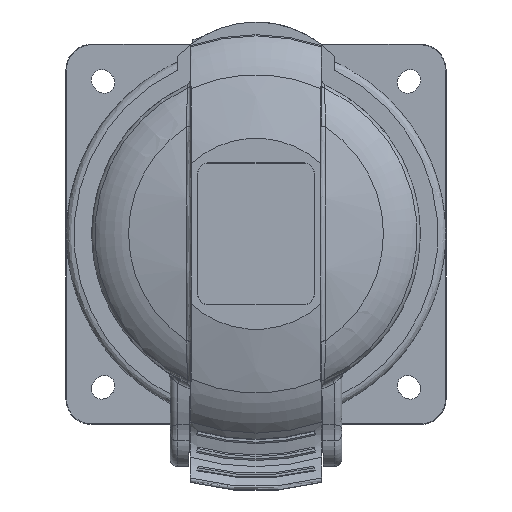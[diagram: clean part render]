
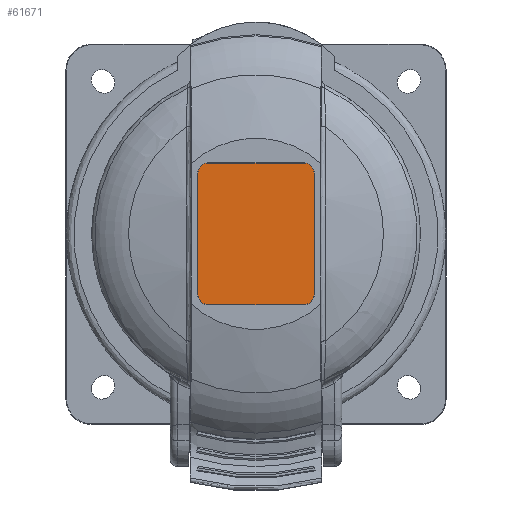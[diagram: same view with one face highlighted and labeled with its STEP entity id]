
A CAD part, top view. The second image highlights one B-rep face of the part: STEP entity #61671.
In plain terms, the highlighted face is planar.
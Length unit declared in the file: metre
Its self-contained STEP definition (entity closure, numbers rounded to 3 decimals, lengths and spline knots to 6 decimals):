
#61415=CARTESIAN_POINT('',(-6.765395,13.441709,9.5));
#61416=VERTEX_POINT('',#61415);
#61423=CARTESIAN_POINT('',(-6.765395,13.441709,-9.5));
#61424=VERTEX_POINT('',#61423);
#61425=CARTESIAN_POINT('',(-6.765395,13.441709,-9.5));
#61426=DIRECTION('',(0.0,0.0,1.0));
#61427=VECTOR('',#61426,19.0);
#61428=LINE('',#61425,#61427);
#61429=EDGE_CURVE('',#61424,#61416,#61428,.T.);
#61455=CARTESIAN_POINT('',(-4.765395,13.441709,-11.5));
#61456=VERTEX_POINT('',#61455);
#61457=CARTESIAN_POINT('',(-4.765395,13.441709,-9.5));
#61458=DIRECTION('',(0.0,1.0,0.0));
#61459=DIRECTION('',(1.0,0.0,0.0));
#61460=AXIS2_PLACEMENT_3D('',#61457,#61458,#61459);
#61461=CIRCLE('',#61460,2.0);
#61462=EDGE_CURVE('',#61456,#61424,#61461,.T.);
#61487=CARTESIAN_POINT('',(19.234605,13.441709,-11.5));
#61488=VERTEX_POINT('',#61487);
#61489=CARTESIAN_POINT('',(19.234605,13.441709,-11.5));
#61490=DIRECTION('',(-1.0,0.0,0.0));
#61491=VECTOR('',#61490,24.0);
#61492=LINE('',#61489,#61491);
#61493=EDGE_CURVE('',#61488,#61456,#61492,.T.);
#61519=CARTESIAN_POINT('',(21.234605,13.441709,-9.5));
#61520=VERTEX_POINT('',#61519);
#61521=CARTESIAN_POINT('',(19.234605,13.441709,-9.5));
#61522=DIRECTION('',(0.0,1.0,0.0));
#61523=DIRECTION('',(1.0,0.0,0.0));
#61524=AXIS2_PLACEMENT_3D('',#61521,#61522,#61523);
#61525=CIRCLE('',#61524,2.0);
#61526=EDGE_CURVE('',#61520,#61488,#61525,.T.);
#61551=CARTESIAN_POINT('',(21.234605,13.441709,9.5));
#61552=VERTEX_POINT('',#61551);
#61553=CARTESIAN_POINT('',(21.234605,13.441709,9.5));
#61554=DIRECTION('',(0.0,0.0,-1.0));
#61555=VECTOR('',#61554,19.);
#61556=LINE('',#61553,#61555);
#61557=EDGE_CURVE('',#61552,#61520,#61556,.T.);
#61583=CARTESIAN_POINT('',(19.234605,13.441709,11.5));
#61584=VERTEX_POINT('',#61583);
#61585=CARTESIAN_POINT('',(19.234605,13.441709,9.5));
#61586=DIRECTION('',(0.0,1.0,0.0));
#61587=DIRECTION('',(1.0,0.0,0.0));
#61588=AXIS2_PLACEMENT_3D('',#61585,#61586,#61587);
#61589=CIRCLE('',#61588,2.0);
#61590=EDGE_CURVE('',#61584,#61552,#61589,.T.);
#61615=CARTESIAN_POINT('',(-4.765395,13.441709,11.5));
#61616=VERTEX_POINT('',#61615);
#61617=CARTESIAN_POINT('',(-4.765395,13.441709,11.5));
#61618=DIRECTION('',(1.0,0.0,0.0));
#61619=VECTOR('',#61618,24.0);
#61620=LINE('',#61617,#61619);
#61621=EDGE_CURVE('',#61616,#61584,#61620,.T.);
#61645=CARTESIAN_POINT('',(-4.765395,13.441709,9.5));
#61646=DIRECTION('',(0.0,1.0,0.0));
#61647=DIRECTION('',(1.0,0.0,0.0));
#61648=AXIS2_PLACEMENT_3D('',#61645,#61646,#61647);
#61649=CIRCLE('',#61648,2.0);
#61650=EDGE_CURVE('',#61416,#61616,#61649,.T.);
#61656=CARTESIAN_POINT('',(7.234605,13.441709,0.));
#61657=DIRECTION('',(0.0,-1.0,0.0));
#61658=DIRECTION('',(0.0,0.0,-1.0));
#61659=AXIS2_PLACEMENT_3D('',#61656,#61657,#61658);
#61660=PLANE('',#61659);
#61661=ORIENTED_EDGE('',*,*,#61526,.T.);
#61662=ORIENTED_EDGE('',*,*,#61493,.T.);
#61663=ORIENTED_EDGE('',*,*,#61462,.T.);
#61664=ORIENTED_EDGE('',*,*,#61429,.T.);
#61665=ORIENTED_EDGE('',*,*,#61650,.T.);
#61666=ORIENTED_EDGE('',*,*,#61621,.T.);
#61667=ORIENTED_EDGE('',*,*,#61590,.T.);
#61668=ORIENTED_EDGE('',*,*,#61557,.T.);
#61669=EDGE_LOOP('',(#61661,#61662,#61663,#61664,#61665,#61666,#61667,#61668));
#61670=FACE_OUTER_BOUND('',#61669,.T.);
#61671=ADVANCED_FACE('',(#61670),#61660,.F.);
